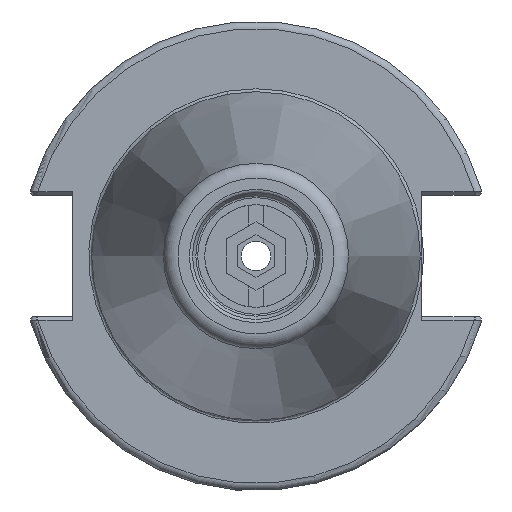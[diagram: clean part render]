
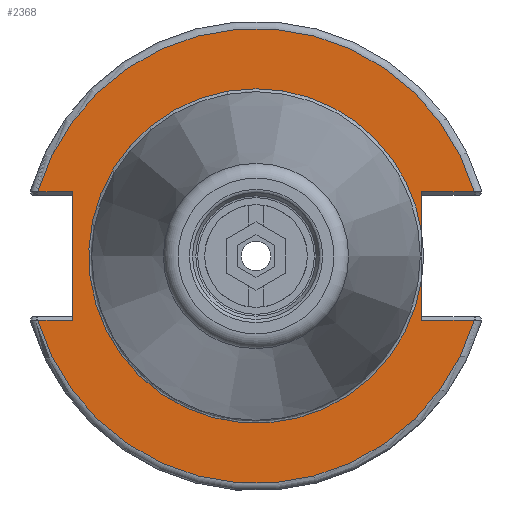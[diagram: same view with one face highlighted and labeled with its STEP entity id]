
A CAD part, left-side view. The second image highlights one B-rep face of the part: STEP entity #2368.
In plain terms, the highlighted planar face has unit normal (-1, 0, 0).
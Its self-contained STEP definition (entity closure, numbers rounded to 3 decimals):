
#152=PLANE('',#2571);
#232=FACE_OUTER_BOUND('',#372,.T.);
#372=EDGE_LOOP('',(#1717,#1718,#1719,#1720,#1721,#1722,#1723,#1724,#1725,
#1726,#1727));
#500=LINE('',#3581,#665);
#507=LINE('',#3703,#672);
#508=LINE('',#3707,#673);
#509=LINE('',#3709,#674);
#510=LINE('',#3711,#675);
#511=LINE('',#3715,#676);
#512=LINE('',#3717,#677);
#665=VECTOR('',#2916,10.);
#672=VECTOR('',#2927,10.);
#673=VECTOR('',#2930,10.);
#674=VECTOR('',#2931,10.);
#675=VECTOR('',#2932,10.);
#676=VECTOR('',#2935,10.);
#677=VECTOR('',#2936,10.);
#869=CIRCLE('',#2572,30.775);
#870=CIRCLE('',#2573,30.775);
#871=CIRCLE('',#2574,22.625);
#872=CIRCLE('',#2575,22.625);
#1010=VERTEX_POINT('',#3578);
#1011=VERTEX_POINT('',#3580);
#1019=VERTEX_POINT('',#3702);
#1020=VERTEX_POINT('',#3704);
#1021=VERTEX_POINT('',#3706);
#1022=VERTEX_POINT('',#3708);
#1023=VERTEX_POINT('',#3710);
#1024=VERTEX_POINT('',#3712);
#1025=VERTEX_POINT('',#3714);
#1026=VERTEX_POINT('',#3716);
#1027=VERTEX_POINT('',#3718);
#1276=EDGE_CURVE('',#1010,#1011,#500,.T.);
#1288=EDGE_CURVE('',#1019,#1011,#507,.T.);
#1289=EDGE_CURVE('',#1020,#1010,#869,.T.);
#1290=EDGE_CURVE('',#1021,#1020,#508,.T.);
#1291=EDGE_CURVE('',#1021,#1022,#509,.T.);
#1292=EDGE_CURVE('',#1023,#1022,#510,.T.);
#1293=EDGE_CURVE('',#1024,#1023,#870,.T.);
#1294=EDGE_CURVE('',#1025,#1024,#511,.T.);
#1295=EDGE_CURVE('',#1025,#1026,#512,.T.);
#1296=EDGE_CURVE('',#1026,#1027,#871,.T.);
#1297=EDGE_CURVE('',#1027,#1019,#872,.T.);
#1717=ORIENTED_EDGE('',*,*,#1288,.T.);
#1718=ORIENTED_EDGE('',*,*,#1276,.F.);
#1719=ORIENTED_EDGE('',*,*,#1289,.F.);
#1720=ORIENTED_EDGE('',*,*,#1290,.F.);
#1721=ORIENTED_EDGE('',*,*,#1291,.T.);
#1722=ORIENTED_EDGE('',*,*,#1292,.F.);
#1723=ORIENTED_EDGE('',*,*,#1293,.F.);
#1724=ORIENTED_EDGE('',*,*,#1294,.F.);
#1725=ORIENTED_EDGE('',*,*,#1295,.T.);
#1726=ORIENTED_EDGE('',*,*,#1296,.T.);
#1727=ORIENTED_EDGE('',*,*,#1297,.T.);
#2368=ADVANCED_FACE('',(#232),#152,.T.);
#2571=AXIS2_PLACEMENT_3D('',#3701,#2925,#2926);
#2572=AXIS2_PLACEMENT_3D('',#3705,#2928,#2929);
#2573=AXIS2_PLACEMENT_3D('',#3713,#2933,#2934);
#2574=AXIS2_PLACEMENT_3D('',#3719,#2937,#2938);
#2575=AXIS2_PLACEMENT_3D('',#3720,#2939,#2940);
#2916=DIRECTION('',(0.,1.,0.));
#2925=DIRECTION('center_axis',(-1.,0.,0.));
#2926=DIRECTION('ref_axis',(0.,0.,1.));
#2927=DIRECTION('',(0.,0.,1.));
#2928=DIRECTION('center_axis',(1.,0.,0.));
#2929=DIRECTION('ref_axis',(0.,0.,-1.));
#2930=DIRECTION('',(0.,1.,0.));
#2931=DIRECTION('',(0.,0.,-1.));
#2932=DIRECTION('',(0.,-1.,0.));
#2933=DIRECTION('center_axis',(1.,0.,0.));
#2934=DIRECTION('ref_axis',(0.,0.,-1.));
#2935=DIRECTION('',(0.,-1.,0.));
#2936=DIRECTION('',(0.,0.,1.));
#2937=DIRECTION('center_axis',(1.,0.,0.));
#2938=DIRECTION('ref_axis',(0.,0.,-1.));
#2939=DIRECTION('center_axis',(1.,0.,0.));
#2940=DIRECTION('ref_axis',(0.,0.,-1.));
#3578=CARTESIAN_POINT('',(3.175,-29.523,8.69));
#3580=CARTESIAN_POINT('',(3.175,-22.41,8.69));
#3581=CARTESIAN_POINT('',(3.175,4.182,8.69));
#3701=CARTESIAN_POINT('Origin',(3.175,30.775,0.));
#3702=CARTESIAN_POINT('',(3.175,-22.41,3.112));
#3703=CARTESIAN_POINT('',(3.175,-22.41,-4.095));
#3704=CARTESIAN_POINT('',(3.175,29.523,8.69));
#3705=CARTESIAN_POINT('Origin',(3.175,0.,0.));
#3706=CARTESIAN_POINT('',(3.175,24.8,8.69));
#3707=CARTESIAN_POINT('',(3.175,38.399,8.69));
#3708=CARTESIAN_POINT('',(3.175,24.8,-8.69));
#3709=CARTESIAN_POINT('',(3.175,24.8,4.095));
#3710=CARTESIAN_POINT('',(3.175,29.523,-8.69));
#3711=CARTESIAN_POINT('',(3.175,27.788,-8.69));
#3712=CARTESIAN_POINT('',(3.175,-29.523,-8.69));
#3713=CARTESIAN_POINT('Origin',(3.175,0.,0.));
#3714=CARTESIAN_POINT('',(3.175,-22.41,-8.69));
#3715=CARTESIAN_POINT('',(3.175,-6.591,-8.69));
#3716=CARTESIAN_POINT('',(3.175,-22.41,-3.112));
#3717=CARTESIAN_POINT('',(3.175,-22.41,-4.095));
#3718=CARTESIAN_POINT('',(3.175,0.,22.625));
#3719=CARTESIAN_POINT('Origin',(3.175,0.,0.));
#3720=CARTESIAN_POINT('Origin',(3.175,0.,0.));
